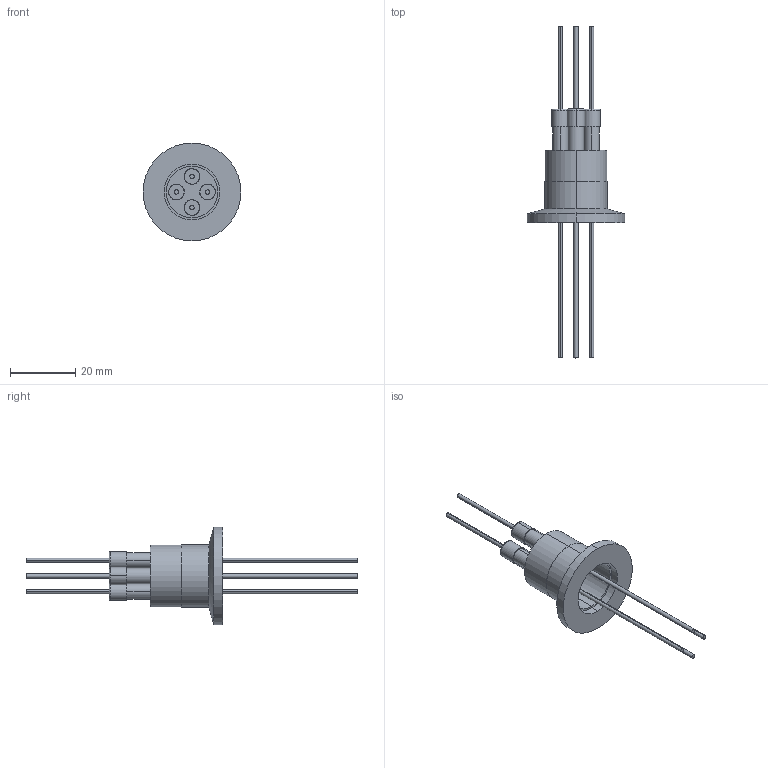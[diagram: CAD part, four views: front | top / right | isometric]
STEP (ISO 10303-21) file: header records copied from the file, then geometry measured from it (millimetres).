
FILE_DESCRIPTION (( 'STEP AP214' ), '1' );
FILE_NAME ('120XST016-5-15-4.step', '2017-07-10T09:34:12', ( 'install' ), ( '' ), 'SwSTEP 2.0', 'SolidWorks 2015', '' );
FILE_SCHEMA (( 'AUTOMOTIVE_DESIGN' ));
Length unit declared in the file: inch
Products named in the file (1): 120XST016-5-15-4
Bounding box: 29.97 x 101.6 x 29.97 mm (x, y, z)
Surface area: 6686.5 mm2 (no closed solid volume)
Topology: 0 solids, 15 shells, 78 faces, 184 edges, 128 vertices
Faces by surface type: cylinder 46, plane 22, torus 8, cone 2
Entity records: 3539 total; most frequent: CARTESIAN_POINT 1637, DIRECTION 414, ORIENTED_EDGE 318, EDGE_CURVE 184, AXIS2_PLACEMENT_3D 183, VERTEX_POINT 128, CIRCLE 104, EDGE_LOOP 95
